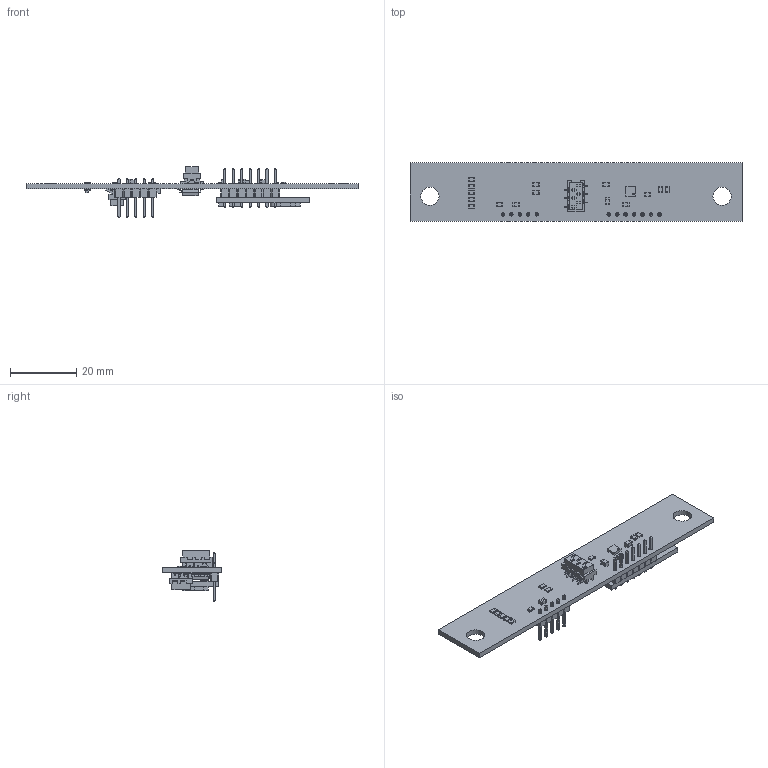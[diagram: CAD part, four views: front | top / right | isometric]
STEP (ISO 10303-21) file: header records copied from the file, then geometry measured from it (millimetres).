
FILE_DESCRIPTION(('FreeCAD Model'),'2;1');
FILE_NAME('lampeSolaire2.step', '2020-09-24T18:15:47',('Author'),(''), 'Open CASCADE STEP processor 7.3','FreeCAD','Unknown');
FILE_SCHEMA(('AUTOMOTIVE_DESIGN { 1 0 10303 214 1 1 1 1 }'));
Length unit declared in the file: millimetre
Products named in the file (35): LampeSolaire2; Board_Geoms_5262; Local_CS_5262; Pcb_5262; PCB_Sketch_5262; Step_Models_5262; Top_5262; C1_C_0805_2012Metric_5F652DE9; C3_C_0805_2012Metric_5F5D3EE6; C4_C_0805_2012Metric_5F5E5E24; C5_C_0805_2012Metric_5F5E5D88; J1_c-188275-6-u-3d_5F5D3F16; R1_R_0805_2012Metric_5F5D3FC6; R2_R_0805_2012Metric_5F623531; R3_R_0805_2012Metric_5F5E5229; R4_R_0805_2012Metric_5F5E6919; R5_R_0805_2012Metric_5F5E5256; R6_R_0805_2012Metric_5F5E52B6; R7_R_0805_2012Metric_5F5E5DB7; R8_R_0805_2012Metric_5F5D4036; R9_R_0805_2012Metric_5F5E5FD3; R10_R_0805_2012Metric_5F5D4056; R11_R_0805_2012Metric_5F5D4066; U3_DFN_6_1EP_3x3mm_Pitch1mm_5F5E5DEA; Bot_5262; U1_RecepteurRF001_5F5E4E4D; C2_C_0805_2012Metric_5F5D3ED5; J2_PinHeader_1x05_P254mm_Vertical_5F5D3F30; P1_LED_0603_1608Metric_5F5E515F; P2_LED_0603_1608Metric_5F5E51C5; P3_LED_0603_1608Metric_5F5E69F0; P4_LED_0603_1608Metric_5F5E5192; P5_LED_0603_1608Metric_5F5E51F8; U2_SSOP_20_53x72mm_P065mm_5F5D5385; J3_c-7-188275-4-u-3d_5F653583
Assembly tree (34 placements, depth 4):
  LampeSolaire2
    Board_Geoms_5262
      Local_CS_5262
      Pcb_5262
      PCB_Sketch_5262
    Step_Models_5262
      Top_5262
        C1_C_0805_2012Metric_5F652DE9
        C3_C_0805_2012Metric_5F5D3EE6
        C4_C_0805_2012Metric_5F5E5E24
        C5_C_0805_2012Metric_5F5E5D88
        J1_c-188275-6-u-3d_5F5D3F16
        R1_R_0805_2012Metric_5F5D3FC6
        R2_R_0805_2012Metric_5F623531
        R3_R_0805_2012Metric_5F5E5229
        R4_R_0805_2012Metric_5F5E6919
        R5_R_0805_2012Metric_5F5E5256
        R6_R_0805_2012Metric_5F5E52B6
        R7_R_0805_2012Metric_5F5E5DB7
        R8_R_0805_2012Metric_5F5D4036
        R9_R_0805_2012Metric_5F5E5FD3
        R10_R_0805_2012Metric_5F5D4056
        R11_R_0805_2012Metric_5F5D4066
        U3_DFN_6_1EP_3x3mm_Pitch1mm_5F5E5DEA
      Bot_5262
        U1_RecepteurRF001_5F5E4E4D
        C2_C_0805_2012Metric_5F5D3ED5
        J2_PinHeader_1x05_P254mm_Vertical_5F5D3F30
        P1_LED_0603_1608Metric_5F5E515F
        P2_LED_0603_1608Metric_5F5E51C5
        P3_LED_0603_1608Metric_5F5E69F0
        P4_LED_0603_1608Metric_5F5E5192
        P5_LED_0603_1608Metric_5F5E51F8
        U2_SSOP_20_53x72mm_P065mm_5F5D5385
        J3_c-7-188275-4-u-3d_5F653583
Bounding box: 100 x 17.5 x 15.24 mm (x, y, z)
Volume: 3931.8 mm3; surface area: 6312.1 mm2
Topology: 29 solids, 29 shells, 2172 faces, 5859 edges, 3816 vertices
Faces by surface type: plane 1596, cylinder 393, bspline 183
Full cylindrical faces by diameter (mm): 0.5 x2, 1 x12, 1.1 x7, 5.5 x2
Entity records: 83673 total; most frequent: CARTESIAN_POINT 13853, ORIENTED_EDGE 11710, DIRECTION 10383, EDGE_CURVE 5855, LINE 4763, VECTOR 4763, VERTEX_POINT 3808, AXIS2_PLACEMENT_3D 2810
